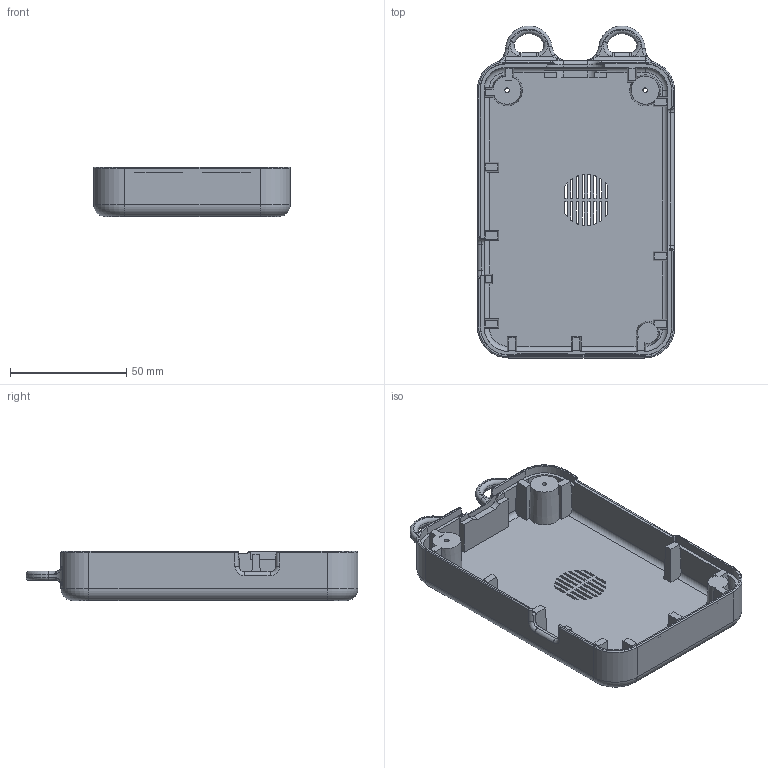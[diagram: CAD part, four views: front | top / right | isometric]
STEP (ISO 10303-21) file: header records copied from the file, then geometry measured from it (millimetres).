
FILE_DESCRIPTION(/* description */ (''),/* implementation_level */ '2;1');
FILE_NAME(/* name */ 'Back - Supercon 2023 Badge Enclosure - Basic-2.step',/* time_stamp */ '2023-11-01T23:15:05-07:00',/* author */ (''),/* organization */ (''),/* preprocessor_version */ 'ST-DEVELOPER v20',/* originating_system */ 'Autodesk Translation Framework v12.14.0.127',/* authorisation */ '');
FILE_SCHEMA (('AUTOMOTIVE_DESIGN { 1 0 10303 214 3 1 1 }'));
Length unit declared in the file: millimetre
Products named in the file (1): Supercon 2023 Badge Enclosure - Basic
Bounding box: 84.6 x 142.59 x 21.1 mm (x, y, z)
Volume: 56134.9 mm3; surface area: 41525.3 mm2
Topology: 1 solids, 1 shells, 420 faces, 1152 edges, 723 vertices
Faces by surface type: plane 196, cylinder 83, bspline 66, torus 50, cone 25
Entity records: 15558 total; most frequent: CARTESIAN_POINT 5125, ORIENTED_EDGE 2284, DIRECTION 2024, EDGE_CURVE 1142, VERTEX_POINT 723, AXIS2_PLACEMENT_3D 696, LINE 632, VECTOR 632
